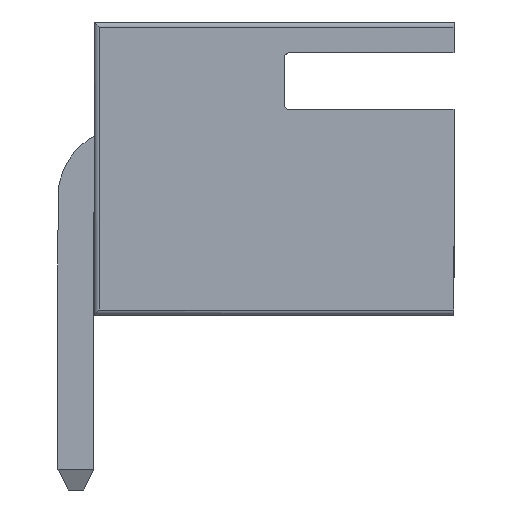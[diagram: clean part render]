
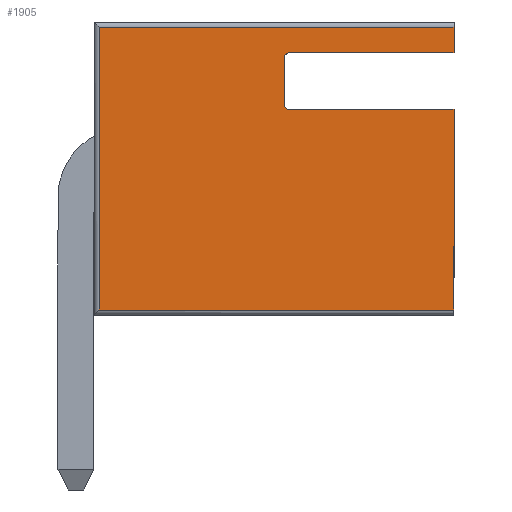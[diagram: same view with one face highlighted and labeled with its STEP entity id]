
A CAD part, left-side view. The second image highlights one B-rep face of the part: STEP entity #1905.
In plain terms, the highlighted planar face has unit normal (-1, 0, 0).
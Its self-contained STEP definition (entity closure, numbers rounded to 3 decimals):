
#191 = CARTESIAN_POINT ( 'NONE',  ( -2.5, 4.3, 7.95 ) ) ;
#632 = VECTOR ( 'NONE', #7255, 1000. ) ;
#1130 = LINE ( 'NONE', #14904, #15141 ) ;
#1180 = EDGE_CURVE ( 'NONE', #6516, #2800, #15540, .T. ) ;
#1254 = VECTOR ( 'NONE', #8162, 1000. ) ;
#1455 = EDGE_CURVE ( 'NONE', #4862, #17189, #15605, .T. ) ;
#1648 = LINE ( 'NONE', #3026, #632 ) ;
#1905 = ADVANCED_FACE ( 'NONE', ( #11654 ), #7439, .F. ) ;
#2381 = CARTESIAN_POINT ( 'NONE',  ( -2.5, 0.5, 7.35 ) ) ;
#2507 = VERTEX_POINT ( 'NONE', #7940 ) ;
#2595 = AXIS2_PLACEMENT_3D ( 'NONE', #9359, #10822, #9264 ) ;
#2756 = DIRECTION ( 'NONE',  ( 0., 0., -1. ) ) ;
#2800 = VERTEX_POINT ( 'NONE', #3592 ) ;
#3026 = CARTESIAN_POINT ( 'NONE',  ( -2.5, 4.3, 6.35 ) ) ;
#3425 = DIRECTION ( 'NONE',  ( 0., 0., -1. ) ) ;
#3592 = CARTESIAN_POINT ( 'NONE',  ( -2.5, -2.7, 7.45 ) ) ;
#3745 = EDGE_CURVE ( 'NONE', #6928, #9150, #1648, .T. ) ;
#3791 = ORIENTED_EDGE ( 'NONE', *, *, #13395, .T. ) ;
#3840 = CARTESIAN_POINT ( 'NONE',  ( -2.5, 4.2, 8.05 ) ) ;
#4862 = VERTEX_POINT ( 'NONE', #11719 ) ;
#5494 = EDGE_LOOP ( 'NONE', ( #13848, #12956, #15051, #10972, #16355, #12658, #3791, #12978, #10270, #16124 ) ) ;
#5622 = LINE ( 'NONE', #9471, #12565 ) ;
#5641 = AXIS2_PLACEMENT_3D ( 'NONE', #7249, #8814, #12650 ) ;
#5970 = CARTESIAN_POINT ( 'NONE',  ( -2.5, 0.6, 7.35 ) ) ;
#6134 = EDGE_CURVE ( 'NONE', #17189, #6959, #10844, .T. ) ;
#6516 = VERTEX_POINT ( 'NONE', #11981 ) ;
#6643 = CARTESIAN_POINT ( 'NONE',  ( -2.5, 4.2, 7.95 ) ) ;
#6717 = DIRECTION ( 'NONE',  ( 0., 1., 0. ) ) ;
#6928 = VERTEX_POINT ( 'NONE', #14257 ) ;
#6959 = VERTEX_POINT ( 'NONE', #16819 ) ;
#7178 = DIRECTION ( 'NONE',  ( 0., -1., 0. ) ) ;
#7249 = CARTESIAN_POINT ( 'NONE',  ( -2.5, 0.5, 6.45 ) ) ;
#7255 = DIRECTION ( 'NONE',  ( 0., 1., 0. ) ) ;
#7439 = PLANE ( 'NONE',  #2595 ) ;
#7940 = CARTESIAN_POINT ( 'NONE',  ( -2.5, -2.7, 2.45 ) ) ;
#8106 = DIRECTION ( 'NONE',  ( 0., -1., 0. ) ) ;
#8112 = CARTESIAN_POINT ( 'NONE',  ( -2.5, 0.5, 6.35 ) ) ;
#8162 = DIRECTION ( 'NONE',  ( 0., 0., 1. ) ) ;
#8163 = AXIS2_PLACEMENT_3D ( 'NONE', #2381, #16175, #6717 ) ;
#8814 = DIRECTION ( 'NONE',  ( 1., 0., 0. ) ) ;
#8966 = EDGE_CURVE ( 'NONE', #6928, #2507, #13112, .T. ) ;
#9150 = VERTEX_POINT ( 'NONE', #8112 ) ;
#9264 = DIRECTION ( 'NONE',  ( 0., 1., 0. ) ) ;
#9359 = CARTESIAN_POINT ( 'NONE',  ( -2.5, 4.3, 8.05 ) ) ;
#9471 = CARTESIAN_POINT ( 'NONE',  ( -2.5, -2.7, 8.05 ) ) ;
#9993 = VECTOR ( 'NONE', #13612, 1000. ) ;
#10270 = ORIENTED_EDGE ( 'NONE', *, *, #17354, .T. ) ;
#10331 = CARTESIAN_POINT ( 'NONE',  ( -2.5, -2.7, 8.05 ) ) ;
#10822 = DIRECTION ( 'NONE',  ( 1., 0., 0. ) ) ;
#10844 = LINE ( 'NONE', #3840, #9993 ) ;
#10961 = EDGE_CURVE ( 'NONE', #4862, #2800, #5622, .T. ) ;
#10972 = ORIENTED_EDGE ( 'NONE', *, *, #17952, .T. ) ;
#11654 = FACE_OUTER_BOUND ( 'NONE', #5494, .T. ) ;
#11719 = CARTESIAN_POINT ( 'NONE',  ( -2.5, -2.7, 7.95 ) ) ;
#11876 = VERTEX_POINT ( 'NONE', #15700 ) ;
#11981 = CARTESIAN_POINT ( 'NONE',  ( -2.5, 0.5, 7.45 ) ) ;
#12174 = CARTESIAN_POINT ( 'NONE',  ( -2.5, 0.6, 8.05 ) ) ;
#12457 = LINE ( 'NONE', #12174, #1254 ) ;
#12565 = VECTOR ( 'NONE', #2756, 1000. ) ;
#12644 = CIRCLE ( 'NONE', #5641, 0.1 ) ;
#12650 = DIRECTION ( 'NONE',  ( 0., 1., 0. ) ) ;
#12658 = ORIENTED_EDGE ( 'NONE', *, *, #3745, .T. ) ;
#12907 = CARTESIAN_POINT ( 'NONE',  ( -2.5, 4.3, 7.45 ) ) ;
#12956 = ORIENTED_EDGE ( 'NONE', *, *, #1455, .T. ) ;
#12978 = ORIENTED_EDGE ( 'NONE', *, *, #13521, .T. ) ;
#13112 = LINE ( 'NONE', #10331, #15553 ) ;
#13354 = VERTEX_POINT ( 'NONE', #5970 ) ;
#13395 = EDGE_CURVE ( 'NONE', #9150, #11876, #12644, .T. ) ;
#13521 = EDGE_CURVE ( 'NONE', #11876, #13354, #12457, .T. ) ;
#13612 = DIRECTION ( 'NONE',  ( 0., 0., -1. ) ) ;
#13848 = ORIENTED_EDGE ( 'NONE', *, *, #10961, .F. ) ;
#14257 = CARTESIAN_POINT ( 'NONE',  ( -2.5, -2.7, 6.35 ) ) ;
#14308 = DIRECTION ( 'NONE',  ( 0., 1., 0. ) ) ;
#14655 = VECTOR ( 'NONE', #14308, 1000. ) ;
#14904 = CARTESIAN_POINT ( 'NONE',  ( -2.5, 4.3, 2.45 ) ) ;
#15051 = ORIENTED_EDGE ( 'NONE', *, *, #6134, .T. ) ;
#15141 = VECTOR ( 'NONE', #8106, 1000. ) ;
#15540 = LINE ( 'NONE', #12907, #15979 ) ;
#15553 = VECTOR ( 'NONE', #3425, 1000. ) ;
#15605 = LINE ( 'NONE', #191, #14655 ) ;
#15700 = CARTESIAN_POINT ( 'NONE',  ( -2.5, 0.6, 6.45 ) ) ;
#15979 = VECTOR ( 'NONE', #7178, 1000. ) ;
#16124 = ORIENTED_EDGE ( 'NONE', *, *, #1180, .T. ) ;
#16175 = DIRECTION ( 'NONE',  ( 1., 0., 0. ) ) ;
#16355 = ORIENTED_EDGE ( 'NONE', *, *, #8966, .F. ) ;
#16819 = CARTESIAN_POINT ( 'NONE',  ( -2.5, 4.2, 2.45 ) ) ;
#17189 = VERTEX_POINT ( 'NONE', #6643 ) ;
#17354 = EDGE_CURVE ( 'NONE', #13354, #6516, #18050, .T. ) ;
#17952 = EDGE_CURVE ( 'NONE', #6959, #2507, #1130, .T. ) ;
#18050 = CIRCLE ( 'NONE', #8163, 0.1 ) ;
